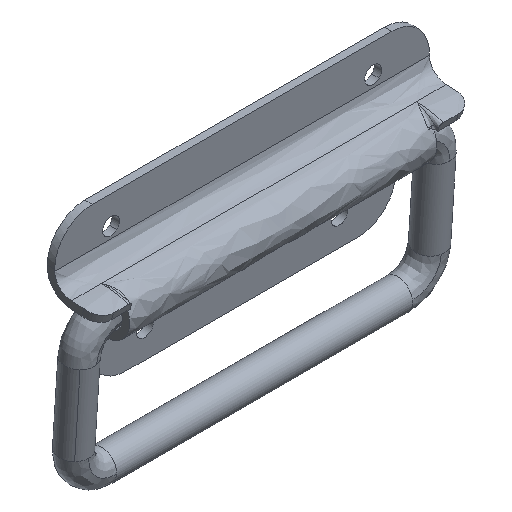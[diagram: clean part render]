
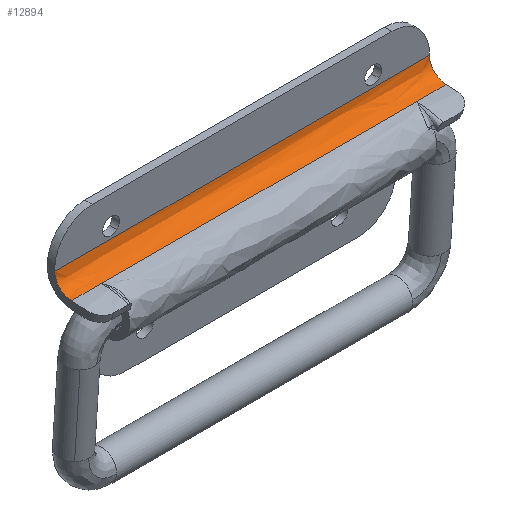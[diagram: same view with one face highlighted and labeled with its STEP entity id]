
A CAD part, isometric view. The second image highlights one B-rep face of the part: STEP entity #12894.
In plain terms, the highlighted free-form (B-spline) face has degree [1, 2] with [2, 3] control points.
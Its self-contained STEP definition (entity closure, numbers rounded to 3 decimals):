
#11352=CARTESIAN_POINT('',(-42.0,0.,6.5));
#11353=VERTEX_POINT('',#11352);
#11566=CARTESIAN_POINT('',(42.0,0.,6.5));
#11567=VERTEX_POINT('',#11566);
#12495=CARTESIAN_POINT('',(-50.0,0.,6.5));
#12496=VERTEX_POINT('',#12495);
#12504=CARTESIAN_POINT('',(-50.0,4.5,11.));
#12505=VERTEX_POINT('',#12504);
#12506=CARTESIAN_POINT('',(-50.0,0.,6.5));
#12507=CARTESIAN_POINT('',(-50.,0.313,6.5));
#12508=CARTESIAN_POINT('',(-50.,0.939,6.566));
#12509=CARTESIAN_POINT('',(-50.,1.89,6.873));
#12510=CARTESIAN_POINT('',(-50.,2.717,7.369));
#12511=CARTESIAN_POINT('',(-50.,3.512,8.116));
#12512=CARTESIAN_POINT('',(-50.,4.059,8.958));
#12513=CARTESIAN_POINT('',(-50.,4.42,9.988));
#12514=CARTESIAN_POINT('',(-50.,4.5,10.632));
#12515=CARTESIAN_POINT('',(-50.0,4.5,11.));
#12516=B_SPLINE_CURVE_WITH_KNOTS('',3,(#12506,#12507,#12508,#12509,#12510,#12511,#12512,#12513,#12514,#12515),.UNSPECIFIED.,.F.,.U.,(4,1,1,1,1,1,1,4),(0.,0.939,1.878,2.982,3.81,5.136,5.964,7.069),.UNSPECIFIED.);
#12517=EDGE_CURVE('',#12496,#12505,#12516,.T.);
#12619=CARTESIAN_POINT('',(-50.0,0.,6.5));
#12620=CARTESIAN_POINT('',(-42.0,0.,6.5));
#12621=QUASI_UNIFORM_CURVE('',1,(#12619,#12620),.UNSPECIFIED.,.F.,.U.);
#12622=EDGE_CURVE('',#12496,#11353,#12621,.T.);
#12634=CARTESIAN_POINT('',(50.0,0.,6.5));
#12635=VERTEX_POINT('',#12634);
#12675=CARTESIAN_POINT('',(50.0,4.5,11.));
#12676=VERTEX_POINT('',#12675);
#12682=CARTESIAN_POINT('',(50.0,0.,6.5));
#12683=CARTESIAN_POINT('',(50.,0.313,6.5));
#12684=CARTESIAN_POINT('',(50.,0.939,6.566));
#12685=CARTESIAN_POINT('',(50.,1.89,6.873));
#12686=CARTESIAN_POINT('',(50.,2.717,7.369));
#12687=CARTESIAN_POINT('',(50.,3.512,8.116));
#12688=CARTESIAN_POINT('',(50.,4.059,8.958));
#12689=CARTESIAN_POINT('',(50.,4.42,9.988));
#12690=CARTESIAN_POINT('',(50.,4.5,10.632));
#12691=CARTESIAN_POINT('',(50.0,4.5,11.));
#12692=B_SPLINE_CURVE_WITH_KNOTS('',3,(#12682,#12683,#12684,#12685,#12686,#12687,#12688,#12689,#12690,#12691),.UNSPECIFIED.,.F.,.U.,(4,1,1,1,1,1,1,4),(0.,0.939,1.878,2.982,3.81,5.136,5.964,7.069),.UNSPECIFIED.);
#12693=EDGE_CURVE('',#12635,#12676,#12692,.T.);
#12770=CARTESIAN_POINT('',(50.0,0.,6.5));
#12771=CARTESIAN_POINT('',(42.0,0.,6.5));
#12772=QUASI_UNIFORM_CURVE('',1,(#12770,#12771),.UNSPECIFIED.,.F.,.U.);
#12773=EDGE_CURVE('',#12635,#11567,#12772,.T.);
#12864=CARTESIAN_POINT('',(52.5,-0.118,6.502));
#12865=CARTESIAN_POINT('',(-52.563,-0.118,6.502));
#12866=CARTESIAN_POINT('',(52.5,4.791,6.373));
#12867=CARTESIAN_POINT('',(-52.563,4.791,6.373));
#12868=CARTESIAN_POINT('',(52.5,4.492,11.275));
#12869=CARTESIAN_POINT('',(-52.563,4.492,11.275));
#12877=(BOUNDED_SURFACE()B_SPLINE_SURFACE(1,2,((#12864,#12866,#12868),(#12865,#12867,#12869)),.UNSPECIFIED.,.F.,.F.,.U.)B_SPLINE_SURFACE_WITH_KNOTS((2,2),(3,3),(0.0,105.063),(0.0,7.92),.UNSPECIFIED.)GEOMETRIC_REPRESENTATION_ITEM()RATIONAL_B_SPLINE_SURFACE(((1.0,0.676,1.0),(1.0,0.676,1.0)))REPRESENTATION_ITEM('')SURFACE());
#12878=CARTESIAN_POINT('',(50.0,4.5,11.));
#12879=CARTESIAN_POINT('',(-50.0,4.5,11.));
#12880=QUASI_UNIFORM_CURVE('',1,(#12878,#12879),.UNSPECIFIED.,.F.,.U.);
#12881=EDGE_CURVE('',#12676,#12505,#12880,.T.);
#12882=ORIENTED_EDGE('',*,*,#12881,.T.);
#12883=ORIENTED_EDGE('',*,*,#12517,.F.);
#12884=ORIENTED_EDGE('',*,*,#12622,.T.);
#12885=CARTESIAN_POINT('',(42.0,0.,6.5));
#12886=CARTESIAN_POINT('',(-42.0,0.,6.5));
#12887=QUASI_UNIFORM_CURVE('',1,(#12885,#12886),.UNSPECIFIED.,.F.,.U.);
#12888=EDGE_CURVE('',#11567,#11353,#12887,.T.);
#12889=ORIENTED_EDGE('',*,*,#12888,.F.);
#12890=ORIENTED_EDGE('',*,*,#12773,.F.);
#12891=ORIENTED_EDGE('',*,*,#12693,.T.);
#12892=EDGE_LOOP('',(#12882,#12883,#12884,#12889,#12890,#12891));
#12893=FACE_OUTER_BOUND('',#12892,.T.);
#12894=ADVANCED_FACE('',(#12893),#12877,.F.);
